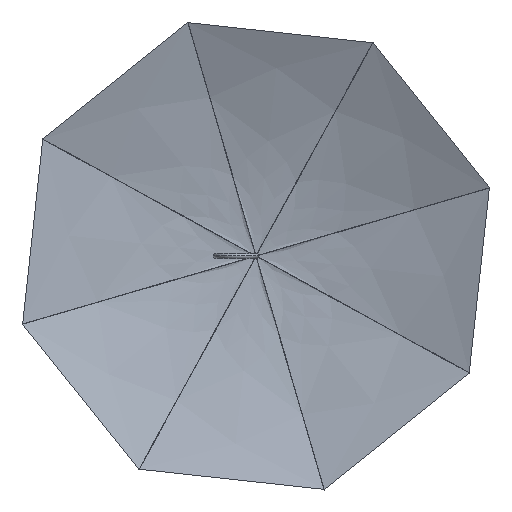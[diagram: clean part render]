
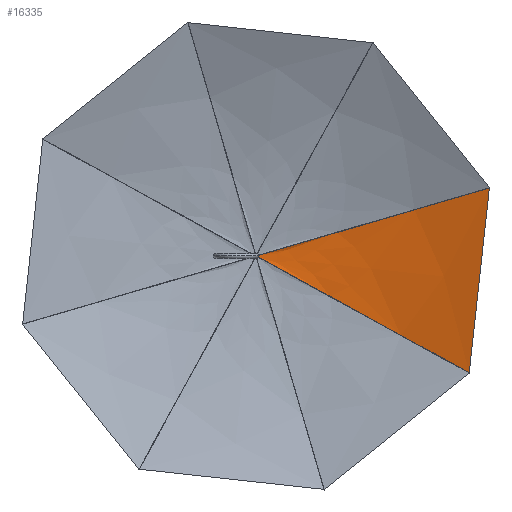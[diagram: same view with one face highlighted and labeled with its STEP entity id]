
A CAD part, front view. The second image highlights one B-rep face of the part: STEP entity #16335.
In plain terms, the highlighted free-form (B-spline) face has degree [3, 1] with [18, 2] control points.
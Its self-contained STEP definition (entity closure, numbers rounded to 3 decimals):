
#68 = CARTESIAN_POINT ( 'NONE',  ( 0., -106.74, 697.115 ) ) ;
#114 = CARTESIAN_POINT ( 'NONE',  ( 237.205, -28.57, 237.205 ) ) ;
#420 = CARTESIAN_POINT ( 'NONE',  ( 0., -95.706, 657.502 ) ) ;
#569 = ORIENTED_EDGE ( 'NONE', *, *, #12622, .T. ) ;
#643 = CARTESIAN_POINT ( 'NONE',  ( 0., -9.327, 172.306 ) ) ;
#1164 = CARTESIAN_POINT ( 'NONE',  ( 64.052, -3.314, 64.052 ) ) ;
#1220 = CARTESIAN_POINT ( 'NONE',  ( 684.674, -200., 684.674 ) ) ;
#1326 = DIRECTION ( 'NONE',  ( 0.924, 0., -0.383 ) ) ;
#1383 = CARTESIAN_POINT ( 'NONE',  ( 0., -130.516, 775.741 ) ) ;
#1603 = CARTESIAN_POINT ( 'NONE',  ( 6.293, 0., 6.293 ) ) ;
#1864 = CARTESIAN_POINT ( 'NONE',  ( 0., -1.209, 49.715 ) ) ;
#1922 = CARTESIAN_POINT ( 'NONE',  ( 0., -22.857, 294.737 ) ) ;
#2084 = CARTESIAN_POINT ( 'NONE',  ( 323.233, -49.303, 323.233 ) ) ;
#2228 = DIRECTION ( 'NONE',  ( -0.924, 0., 0.383 ) ) ;
#2358 = CARTESIAN_POINT ( 'NONE',  ( 150.727, -13.236, 150.727 ) ) ;
#2452 = CARTESIAN_POINT ( 'NONE',  ( 548.532, -130.516, 548.532 ) ) ;
#2654 = CARTESIAN_POINT ( 'NONE',  ( 0., -13.236, 213.16 ) ) ;
#3126 = CARTESIAN_POINT ( 'NONE',  ( 0., -106.74, 697.115 ) ) ;
#3292 = CARTESIAN_POINT ( 'NONE',  ( 630.79, -170.4, 630.79 ) ) ;
#3350 = CARTESIAN_POINT ( 'NONE',  ( 237.205, -28.57, 237.205 ) ) ;
#3428 = CARTESIAN_POINT ( 'NONE',  ( 630.79, -170.4, 630.79 ) ) ;
#3548 = B_SPLINE_CURVE_WITH_KNOTS ( 'NONE', 3,
 ( #6797, #1864, #15681, #643, #5607, #1922, #10747, #4389, #13194, #14433, #13363, #420, #3126, #5547, #12050, #15850, #6853, #8060 ),
 .UNSPECIFIED., .F., .F.,
 ( 4, 2, 2, 2, 2, 2, 2, 2, 4 ),
 ( 0., 0.125, 0.25, 0.375, 0.5, 0.625, 0.75, 0.875, 1. ),
 .UNSPECIFIED. ) ;
#3671 = CARTESIAN_POINT ( 'NONE',  ( 6.293, 0., 6.293 ) ) ;
#3704 = CARTESIAN_POINT ( 'NONE',  ( 0., -143.258, 814.754 ) ) ;
#3810 = CARTESIAN_POINT ( 'NONE',  ( 208.41, -22.857, 208.41 ) ) ;
#4389 = CARTESIAN_POINT ( 'NONE',  ( 0., -41.793, 416.651 ) ) ;
#4668 = CARTESIAN_POINT ( 'NONE',  ( 576.118, -143.258, 576.118 ) ) ;
#4692 = CARTESIAN_POINT ( 'NONE',  ( 0., -184.8, 930.376 ) ) ;
#4965 = CARTESIAN_POINT ( 'NONE',  ( 576.118, -143.258, 576.118 ) ) ;
#5080 = CARTESIAN_POINT ( 'NONE',  ( 294.617, -41.793, 294.617 ) ) ;
#5130 = CARTESIAN_POINT ( 'NONE',  ( 35.154, -1.209, 35.154 ) ) ;
#5547 = CARTESIAN_POINT ( 'NONE',  ( 0., -130.516, 775.741 ) ) ;
#5597 = B_SPLINE_SURFACE_WITH_KNOTS ( 'NONE', 3, 1, ( 
 ( #6303, #13606 ),
 ( #15226, #5130 ),
 ( #10057, #1164 ),
 ( #7285, #12330 ),
 ( #2654, #14036 ),
 ( #6418, #3810 ),
 ( #7714, #114 ),
 ( #12723, #5080 ),
 ( #13985, #6357 ),
 ( #16444, #5966 ),
 ( #15274, #11406 ),
 ( #7556, #7668 ),
 ( #68, #8977 ),
 ( #1383, #2452 ),
 ( #3704, #4965 ),
 ( #13875, #3428 ),
 ( #4692, #6252 ),
 ( #15165, #1220 ) ),
 .UNSPECIFIED., .F., .F., .F.,
 ( 4, 2, 2, 2, 2, 2, 2, 2, 4 ),
 ( 2, 2 ),
 ( 0., 0.125, 0.25, 0.375, 0.5, 0.625, 0.75, 0.875, 1. ),
 ( 0., 1. ),
 .UNSPECIFIED. ) ;
#5607 = CARTESIAN_POINT ( 'NONE',  ( 0., -13.236, 213.16 ) ) ;
#5942 = CARTESIAN_POINT ( 'NONE',  ( 408.559, -75.386, 408.559 ) ) ;
#5966 = CARTESIAN_POINT ( 'NONE',  ( 380.204, -66.099, 380.204 ) ) ;
#5999 = CARTESIAN_POINT ( 'NONE',  ( 0., 0., 8.9 ) ) ;
#6055 = CARTESIAN_POINT ( 'NONE',  ( 35.154, -1.209, 35.154 ) ) ;
#6252 = CARTESIAN_POINT ( 'NONE',  ( 657.875, -184.8, 657.875 ) ) ;
#6300 = CARTESIAN_POINT ( 'NONE',  ( 342.337, -200., 826.474 ) ) ;
#6303 = CARTESIAN_POINT ( 'NONE',  ( 0., 0., 8.9 ) ) ;
#6322 = FACE_OUTER_BOUND ( 'NONE', #10281, .T. ) ;
#6357 = CARTESIAN_POINT ( 'NONE',  ( 323.233, -49.303, 323.233 ) ) ;
#6418 = CARTESIAN_POINT ( 'NONE',  ( 0., -22.857, 294.737 ) ) ;
#6797 = CARTESIAN_POINT ( 'NONE',  ( 0., 0., 8.9 ) ) ;
#6853 = CARTESIAN_POINT ( 'NONE',  ( 0., -184.8, 930.376 ) ) ;
#7285 = CARTESIAN_POINT ( 'NONE',  ( 0., -9.327, 172.306 ) ) ;
#7556 = CARTESIAN_POINT ( 'NONE',  ( 0., -95.706, 657.502 ) ) ;
#7668 = CARTESIAN_POINT ( 'NONE',  ( 464.924, -95.706, 464.924 ) ) ;
#7714 = CARTESIAN_POINT ( 'NONE',  ( 0., -28.57, 335.459 ) ) ;
#7941 = VERTEX_POINT ( 'NONE', #5999 ) ;
#8060 = CARTESIAN_POINT ( 'NONE',  ( 0., -200., 968.275 ) ) ;
#8282 = CARTESIAN_POINT ( 'NONE',  ( 548.532, -130.516, 548.532 ) ) ;
#8321 = VERTEX_POINT ( 'NONE', #11118 ) ;
#8346 = CARTESIAN_POINT ( 'NONE',  ( 380.204, -66.099, 380.204 ) ) ;
#8444 = CARTESIAN_POINT ( 'NONE',  ( 3.147, 0., 7.597 ) ) ;
#8464 = CARTESIAN_POINT ( 'NONE',  ( 657.875, -184.8, 657.875 ) ) ;
#8977 = CARTESIAN_POINT ( 'NONE',  ( 492.935, -106.74, 492.935 ) ) ;
#9038 = VERTEX_POINT ( 'NONE', #1603 ) ;
#9222 = VERTEX_POINT ( 'NONE', #10703 ) ;
#9566 = CARTESIAN_POINT ( 'NONE',  ( 492.935, -106.74, 492.935 ) ) ;
#10057 = CARTESIAN_POINT ( 'NONE',  ( 0., -3.314, 90.583 ) ) ;
#10169 = B_SPLINE_CURVE_WITH_KNOTS ( 'NONE', 3,
 ( #10924, #8464, #3292, #4668, #8282, #9566, #13576, #5942, #8346, #2084, #13467, #3350, #12259, #2358, #12528, #12431, #6055, #3671 ),
 .UNSPECIFIED., .F., .F.,
 ( 4, 2, 2, 2, 2, 2, 2, 2, 4 ),
 ( 0., 0.125, 0.25, 0.375, 0.5, 0.625, 0.75, 0.875, 1. ),
 .UNSPECIFIED. ) ;
#10281 = EDGE_LOOP ( 'NONE', ( #11077, #569, #16144, #10287 ) ) ;
#10287 = ORIENTED_EDGE ( 'NONE', *, *, #11173, .T. ) ;
#10703 = CARTESIAN_POINT ( 'NONE',  ( 0., -200., 968.275 ) ) ;
#10706 = EDGE_CURVE ( 'NONE', #8321, #9038, #10169, .T. ) ;
#10747 = CARTESIAN_POINT ( 'NONE',  ( 0., -28.57, 335.459 ) ) ;
#10924 = CARTESIAN_POINT ( 'NONE',  ( 684.674, -200., 684.674 ) ) ;
#11077 = ORIENTED_EDGE ( 'NONE', *, *, #12946, .T. ) ;
#11118 = CARTESIAN_POINT ( 'NONE',  ( 684.674, -200., 684.674 ) ) ;
#11173 = EDGE_CURVE ( 'NONE', #9038, #7941, #15081, .T. ) ;
#11406 = CARTESIAN_POINT ( 'NONE',  ( 408.559, -75.386, 408.559 ) ) ;
#12050 = CARTESIAN_POINT ( 'NONE',  ( 0., -143.258, 814.754 ) ) ;
#12259 = CARTESIAN_POINT ( 'NONE',  ( 208.41, -22.857, 208.41 ) ) ;
#12330 = CARTESIAN_POINT ( 'NONE',  ( 121.838, -9.327, 121.838 ) ) ;
#12431 = CARTESIAN_POINT ( 'NONE',  ( 64.052, -3.314, 64.052 ) ) ;
#12528 = CARTESIAN_POINT ( 'NONE',  ( 121.838, -9.327, 121.838 ) ) ;
#12622 = EDGE_CURVE ( 'NONE', #9222, #8321, #14309, .T. ) ;
#12723 = CARTESIAN_POINT ( 'NONE',  ( 0., -41.793, 416.651 ) ) ;
#12946 = EDGE_CURVE ( 'NONE', #7941, #9222, #3548, .T. ) ;
#13194 = CARTESIAN_POINT ( 'NONE',  ( 0., -49.303, 457.121 ) ) ;
#13363 = CARTESIAN_POINT ( 'NONE',  ( 0., -75.386, 577.79 ) ) ;
#13467 = CARTESIAN_POINT ( 'NONE',  ( 294.617, -41.793, 294.617 ) ) ;
#13576 = CARTESIAN_POINT ( 'NONE',  ( 464.924, -95.706, 464.924 ) ) ;
#13606 = CARTESIAN_POINT ( 'NONE',  ( 6.293, 0., 6.293 ) ) ;
#13875 = CARTESIAN_POINT ( 'NONE',  ( 0., -170.4, 892.071 ) ) ;
#13882 = VECTOR ( 'NONE', #2228, 1000. ) ;
#13985 = CARTESIAN_POINT ( 'NONE',  ( 0., -49.303, 457.121 ) ) ;
#14036 = CARTESIAN_POINT ( 'NONE',  ( 150.727, -13.236, 150.727 ) ) ;
#14309 = LINE ( 'NONE', #6300, #16348 ) ;
#14433 = CARTESIAN_POINT ( 'NONE',  ( 0., -66.099, 537.69 ) ) ;
#15081 = LINE ( 'NONE', #8444, #13882 ) ;
#15165 = CARTESIAN_POINT ( 'NONE',  ( 0., -200., 968.275 ) ) ;
#15226 = CARTESIAN_POINT ( 'NONE',  ( 0., -1.209, 49.715 ) ) ;
#15274 = CARTESIAN_POINT ( 'NONE',  ( 0., -75.386, 577.79 ) ) ;
#15681 = CARTESIAN_POINT ( 'NONE',  ( 0., -3.314, 90.583 ) ) ;
#15850 = CARTESIAN_POINT ( 'NONE',  ( 0., -170.4, 892.071 ) ) ;
#16144 = ORIENTED_EDGE ( 'NONE', *, *, #10706, .T. ) ;
#16335 = ADVANCED_FACE ( 'NONE', ( #6322 ), #5597, .T. ) ;
#16348 = VECTOR ( 'NONE', #1326, 1000. ) ;
#16444 = CARTESIAN_POINT ( 'NONE',  ( 0., -66.099, 537.69 ) ) ;
